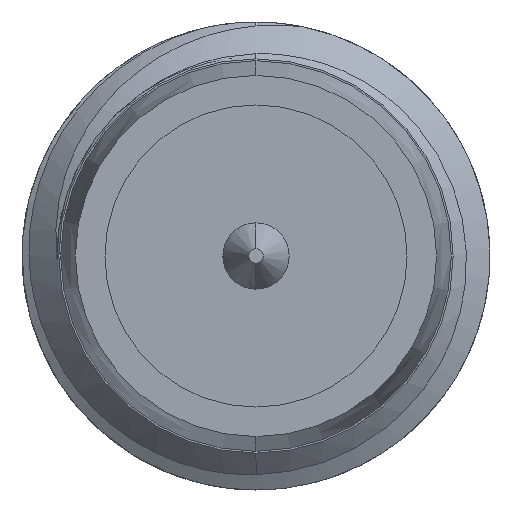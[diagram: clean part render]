
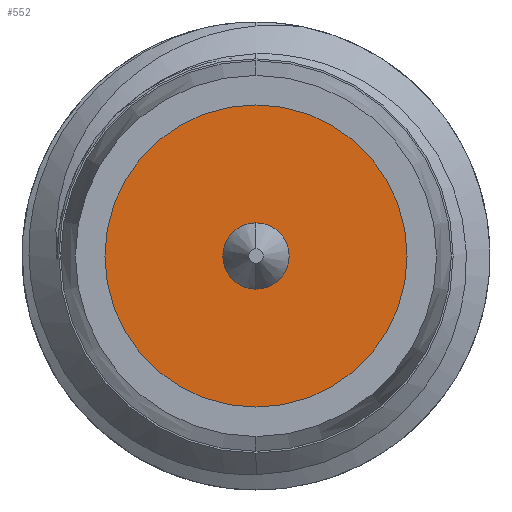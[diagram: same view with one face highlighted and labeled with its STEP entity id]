
A CAD part, left-side view. The second image highlights one B-rep face of the part: STEP entity #552.
In plain terms, the highlighted planar face has unit normal (-1, 0, 0).
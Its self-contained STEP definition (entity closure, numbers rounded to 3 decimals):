
#39 = DIRECTION ( 'NONE',  ( 1., 0., 0. ) ) ;
#65 = CARTESIAN_POINT ( 'NONE',  ( -9.039, -0.45, 0. ) ) ;
#113 = EDGE_LOOP ( 'NONE', ( #1563, #2418 ) ) ;
#223 = DIRECTION ( 'NONE',  ( 0., 0., -1. ) ) ;
#288 = DIRECTION ( 'NONE',  ( 0., 0., -1. ) ) ;
#334 = CARTESIAN_POINT ( 'NONE',  ( -9.039, 0., 0.45 ) ) ;
#421 = CARTESIAN_POINT ( 'NONE',  ( -9.039, 0., 2.05 ) ) ;
#442 = DIRECTION ( 'NONE',  ( 1., 0., 0. ) ) ;
#450 = CIRCLE ( 'NONE', #2245, 0.45 ) ;
#526 = DIRECTION ( 'NONE',  ( 0., 1., 0. ) ) ;
#552 = ADVANCED_FACE ( 'NONE', ( #1334, #2190 ), #2395, .F. ) ;
#699 = CARTESIAN_POINT ( 'NONE',  ( -9.039, 0., 0. ) ) ;
#970 = CIRCLE ( 'NONE', #2334, 0.45 ) ;
#1018 = CARTESIAN_POINT ( 'NONE',  ( -9.039, 0., -0.45 ) ) ;
#1139 = EDGE_CURVE ( 'NONE', #1477, #1639, #450, .T. ) ;
#1208 = DIRECTION ( 'NONE',  ( 0., 0., -1. ) ) ;
#1246 = AXIS2_PLACEMENT_3D ( 'NONE', #65, #2558, #526 ) ;
#1283 = DIRECTION ( 'NONE',  ( 1., 0., 0. ) ) ;
#1291 = CIRCLE ( 'NONE', #2288, 2.05 ) ;
#1334 = FACE_BOUND ( 'NONE', #113, .T. ) ;
#1477 = VERTEX_POINT ( 'NONE', #334 ) ;
#1544 = DIRECTION ( 'NONE',  ( 0., 0., -1. ) ) ;
#1563 = ORIENTED_EDGE ( 'NONE', *, *, #2706, .T. ) ;
#1637 = AXIS2_PLACEMENT_3D ( 'NONE', #699, #1283, #1544 ) ;
#1639 = VERTEX_POINT ( 'NONE', #1018 ) ;
#1659 = CARTESIAN_POINT ( 'NONE',  ( -9.039, 0., 0. ) ) ;
#1704 = CARTESIAN_POINT ( 'NONE',  ( -9.039, 0., 0. ) ) ;
#1799 = VERTEX_POINT ( 'NONE', #2671 ) ;
#1809 = DIRECTION ( 'NONE',  ( 1., 0., 0. ) ) ;
#2049 = EDGE_CURVE ( 'NONE', #2456, #1799, #2545, .T. ) ;
#2105 = CARTESIAN_POINT ( 'NONE',  ( -9.039, 0., 0. ) ) ;
#2181 = ORIENTED_EDGE ( 'NONE', *, *, #2547, .F. ) ;
#2190 = FACE_OUTER_BOUND ( 'NONE', #2510, .T. ) ;
#2245 = AXIS2_PLACEMENT_3D ( 'NONE', #1659, #1809, #1208 ) ;
#2288 = AXIS2_PLACEMENT_3D ( 'NONE', #1704, #39, #288 ) ;
#2334 = AXIS2_PLACEMENT_3D ( 'NONE', #2105, #442, #223 ) ;
#2395 = PLANE ( 'NONE',  #1246 ) ;
#2418 = ORIENTED_EDGE ( 'NONE', *, *, #1139, .T. ) ;
#2456 = VERTEX_POINT ( 'NONE', #421 ) ;
#2496 = ORIENTED_EDGE ( 'NONE', *, *, #2049, .F. ) ;
#2510 = EDGE_LOOP ( 'NONE', ( #2181, #2496 ) ) ;
#2545 = CIRCLE ( 'NONE', #1637, 2.05 ) ;
#2547 = EDGE_CURVE ( 'NONE', #1799, #2456, #1291, .T. ) ;
#2558 = DIRECTION ( 'NONE',  ( 1., 0., 0. ) ) ;
#2671 = CARTESIAN_POINT ( 'NONE',  ( -9.039, 0., -2.05 ) ) ;
#2706 = EDGE_CURVE ( 'NONE', #1639, #1477, #970, .T. ) ;
